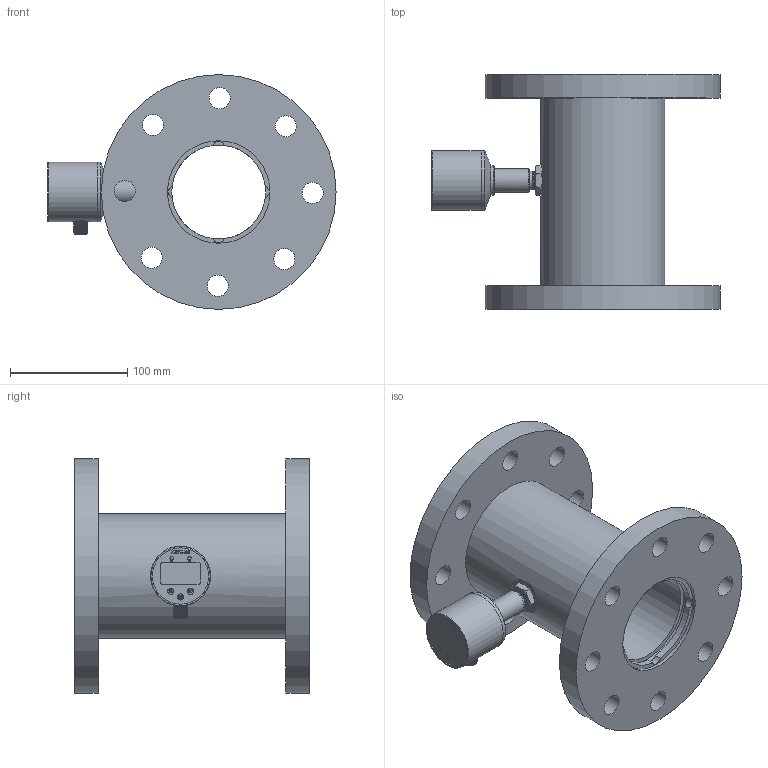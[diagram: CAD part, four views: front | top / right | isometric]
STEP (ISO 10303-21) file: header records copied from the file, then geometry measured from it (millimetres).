
FILE_DESCRIPTION(/* description */ (''),/* implementation_level */ '2;1');
FILE_NAME(/* name */ 'FM120-DN80-F FM120法兰式涡轮本体DN80口径.stp',/* time_stamp */ '2022-07-27T15:06:09+08:00',/* author */ (''),/* organization */ (''),/* preprocessor_version */ 'ST-DEVELOPER v16',/* originating_system */ 'SIEMENS PLM Software NX 10.0',/* authorisation */ '');
FILE_SCHEMA (('CONFIG_CONTROL_DESIGN'));
Length unit declared in the file: millimetre
Products named in the file (1): FM120-DN80-F  FM120法兰式涡轮本体DN
80口径
Bounding box: 245.5 x 200 x 200 mm (x, y, z)
Volume: 1659543.1 mm3; surface area: 270493 mm2
Topology: 7 solids, 8 shells, 659 faces, 1767 edges, 1165 vertices
Faces by surface type: plane 489, cylinder 100, bspline 33, cone 24, sphere 10, torus 3
Full cylindrical faces by diameter (mm): 1 x10, 3 x2, 5.2 x3, 8.4 x1, 9.7 x1, 9.8 x1, 10.1 x1, 11 x1, 11.6 x1, 12 x1, 15 x1, 15.9 x1, 16 x1, 16.5 x1, 18 x16, 19 x2, 20 x1, 25 x1, 47 x1, 47.5 x1, 48 x2, 51 x2, 80 x1, 86 x2, 87.347 x2, 106 x1, 200 x2
Entity records: 25070 total; most frequent: CARTESIAN_POINT 9385, ORIENTED_EDGE 3220, DIRECTION 2962, EDGE_CURVE 1610, LINE 1260, VECTOR 1260, VERTEX_POINT 1104, AXIS2_PLACEMENT_3D 851
